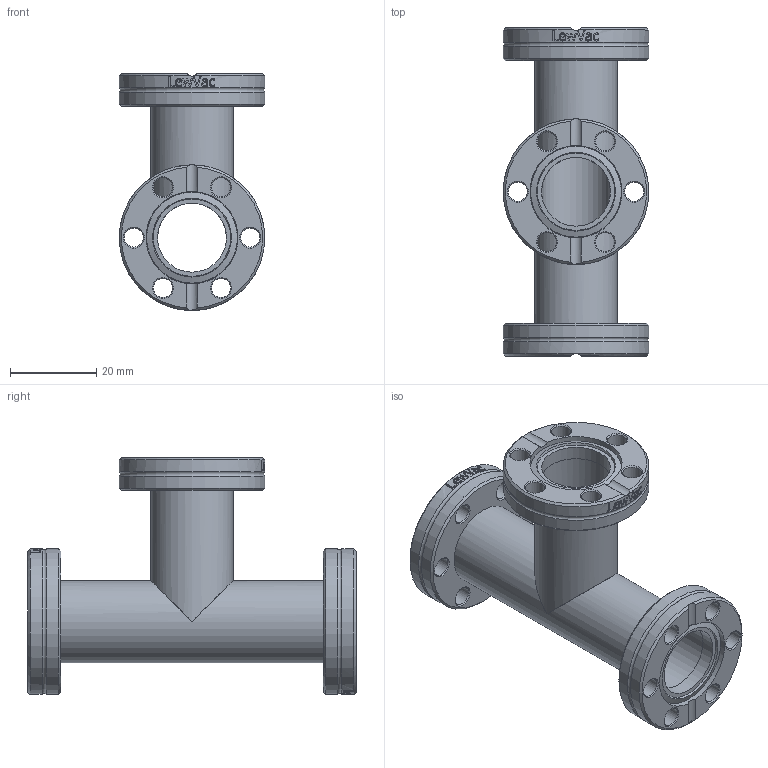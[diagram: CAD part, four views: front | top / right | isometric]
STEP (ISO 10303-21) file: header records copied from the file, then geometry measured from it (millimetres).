
FILE_DESCRIPTION(/* description */ (''),/* implementation_level */ '2;1');
FILE_NAME(/* name */ 'FL-T16CF.stp',/* time_stamp */ '2018-02-28T11:09:36+00:00',/* author */ ('paul'),/* organization */ (''),/* preprocessor_version */ 'ST-DEVELOPER v17',/* originating_system */ 'Autodesk Inventor 2018',/* authorisation */ '');
FILE_SCHEMA (('AUTOMOTIVE_DESIGN { 1 0 10303 214 3 1 1 }'));
Length unit declared in the file: millimetre
Products named in the file (7): FL-T16CF; FL-16CF-19; FL-16CFR-19; FL-16CF-OUT; FL-16CFR-19INNER; main tube; side tube
Assembly tree (7 placements, depth 3):
  FL-T16CF
    FL-16CF-19
    FL-16CFR-19  x2
      FL-16CF-OUT
      FL-16CFR-19INNER
    main tube
    side tube
Bounding box: 33.8 x 76.2 x 55 mm (x, y, z)
Volume: 19856.8 mm3; surface area: 21170 mm2
Topology: 7 solids, 7 shells, 406 faces, 1118 edges, 747 vertices
Faces by surface type: plane 152, bspline 123, cylinder 71, cone 57, torus 3
Full cylindrical faces by diameter (mm): 4.4 x18, 16 x5, 19.1 x5, 19.2 x2, 21.1 x2, 21.4 x3, 33.8 x6
Entity records: 11785 total; most frequent: CARTESIAN_POINT 4853, ORIENTED_EDGE 1500, DIRECTION 1249, EDGE_CURVE 750, VERTEX_POINT 501, AXIS2_PLACEMENT_3D 479, EDGE_LOOP 321, LINE 291
